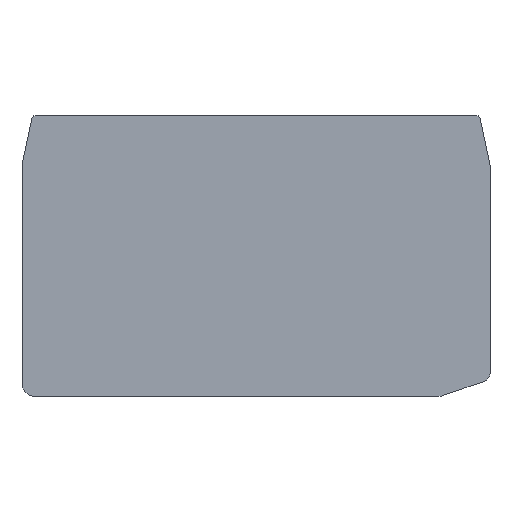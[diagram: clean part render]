
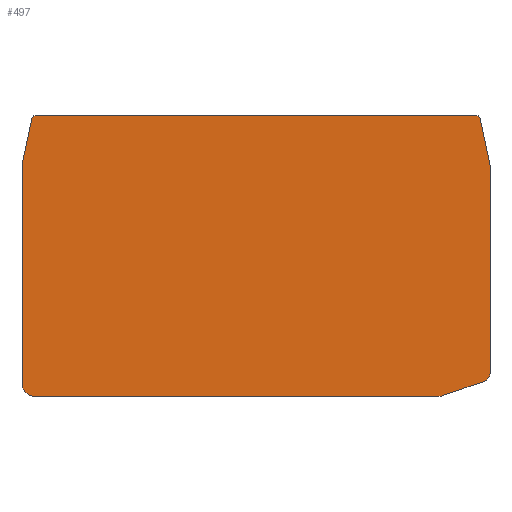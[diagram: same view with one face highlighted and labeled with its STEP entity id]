
A CAD part, front view. The second image highlights one B-rep face of the part: STEP entity #497.
In plain terms, the highlighted free-form (B-spline) face has degree [1, 1] with [2, 2] control points.
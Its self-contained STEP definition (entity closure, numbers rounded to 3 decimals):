
#51=CARTESIAN_POINT('',(135.739,-2.2,35.451));
#52=VERTEX_POINT('',#51);
#58=CARTESIAN_POINT('',(135.75,-2.2,35.347));
#59=VERTEX_POINT('',#58);
#60=CARTESIAN_POINT('',(135.739,-2.2,35.451));
#61=CARTESIAN_POINT('',(135.75,-2.2,35.4));
#62=CARTESIAN_POINT('',(135.75,-2.2,35.347));
#63=(BOUNDED_CURVE()B_SPLINE_CURVE(2,(#60,#61,#62),.CIRCULAR_ARC.,.F.,.U.)B_SPLINE_CURVE_WITH_KNOTS((3,3),(0.,1.),.UNSPECIFIED.)CURVE()GEOMETRIC_REPRESENTATION_ITEM()RATIONAL_B_SPLINE_CURVE((1.,0.995,1.))REPRESENTATION_ITEM(''));
#64=EDGE_CURVE('',#52,#59,#63,.T.);
#103=CARTESIAN_POINT('',(133.751,-2.2,42.9));
#104=VERTEX_POINT('',#103);
#110=CARTESIAN_POINT('',(134.24,-2.2,42.504));
#111=VERTEX_POINT('',#110);
#112=CARTESIAN_POINT('',(133.751,-2.2,42.9));
#113=CARTESIAN_POINT('',(134.156,-2.2,42.9));
#114=CARTESIAN_POINT('',(134.24,-2.2,42.504));
#115=(BOUNDED_CURVE()B_SPLINE_CURVE(2,(#112,#113,#114),.CIRCULAR_ARC.,.F.,.U.)B_SPLINE_CURVE_WITH_KNOTS((3,3),(0.,1.),.UNSPECIFIED.)CURVE()GEOMETRIC_REPRESENTATION_ITEM()RATIONAL_B_SPLINE_CURVE((1.,0.777,1.))REPRESENTATION_ITEM(''));
#116=EDGE_CURVE('',#104,#111,#115,.T.);
#139=CARTESIAN_POINT('',(66.249,-2.2,42.9));
#140=VERTEX_POINT('',#139);
#146=CARTESIAN_POINT('',(66.249,-2.2,42.9));
#147=CARTESIAN_POINT('',(133.751,-2.2,42.9));
#148=B_SPLINE_CURVE_WITH_KNOTS('',1,(#146,#147),.POLYLINE_FORM.,.F.,.U.,(2,2),(0.,1.),.UNSPECIFIED.);
#149=EDGE_CURVE('',#140,#104,#148,.T.);
#173=CARTESIAN_POINT('',(65.76,-2.2,42.504));
#174=VERTEX_POINT('',#173);
#175=CARTESIAN_POINT('',(65.76,-2.2,42.504));
#176=CARTESIAN_POINT('',(65.844,-2.2,42.9));
#177=CARTESIAN_POINT('',(66.249,-2.2,42.9));
#178=(BOUNDED_CURVE()B_SPLINE_CURVE(2,(#175,#176,#177),.CIRCULAR_ARC.,.F.,.U.)B_SPLINE_CURVE_WITH_KNOTS((3,3),(0.,1.),.UNSPECIFIED.)CURVE()GEOMETRIC_REPRESENTATION_ITEM()RATIONAL_B_SPLINE_CURVE((1.,0.777,1.))REPRESENTATION_ITEM(''));
#179=EDGE_CURVE('',#174,#140,#178,.T.);
#229=CARTESIAN_POINT('',(64.25,-2.2,35.347));
#230=VERTEX_POINT('',#229);
#236=CARTESIAN_POINT('',(64.261,-2.2,35.451));
#237=VERTEX_POINT('',#236);
#238=CARTESIAN_POINT('',(64.25,-2.2,35.347));
#239=CARTESIAN_POINT('',(64.25,-2.2,35.4));
#240=CARTESIAN_POINT('',(64.261,-2.2,35.451));
#241=(BOUNDED_CURVE()B_SPLINE_CURVE(2,(#238,#239,#240),.CIRCULAR_ARC.,.F.,.U.)B_SPLINE_CURVE_WITH_KNOTS((3,3),(0.,1.),.UNSPECIFIED.)CURVE()GEOMETRIC_REPRESENTATION_ITEM()RATIONAL_B_SPLINE_CURVE((1.,0.995,1.))REPRESENTATION_ITEM(''));
#242=EDGE_CURVE('',#230,#237,#241,.T.);
#301=CARTESIAN_POINT('',(66.25,-2.2,0.));
#302=VERTEX_POINT('',#301);
#317=CARTESIAN_POINT('',(127.859,-2.2,0.));
#318=VERTEX_POINT('',#317);
#324=CARTESIAN_POINT('',(127.859,-2.2,0.));
#325=CARTESIAN_POINT('',(66.25,-2.2,0.));
#326=B_SPLINE_CURVE_WITH_KNOTS('',1,(#324,#325),.POLYLINE_FORM.,.F.,.U.,(2,2),(0.,1.),.UNSPECIFIED.);
#327=EDGE_CURVE('',#318,#302,#326,.T.);
#337=CARTESIAN_POINT('',(135.75,-2.2,3.529));
#338=VERTEX_POINT('',#337);
#352=CARTESIAN_POINT('',(135.75,-2.2,35.347));
#353=CARTESIAN_POINT('',(135.75,-2.2,3.529));
#354=B_SPLINE_CURVE_WITH_KNOTS('',1,(#352,#353),.POLYLINE_FORM.,.F.,.U.,(2,2),(0.,0.972),.UNSPECIFIED.);
#355=EDGE_CURVE('',#59,#338,#354,.T.);
#366=CARTESIAN_POINT('',(134.24,-2.2,42.504));
#367=CARTESIAN_POINT('',(135.739,-2.2,35.451));
#368=B_SPLINE_CURVE_WITH_KNOTS('',1,(#366,#367),.POLYLINE_FORM.,.F.,.U.,(2,2),(0.,1.),.UNSPECIFIED.);
#369=EDGE_CURVE('',#111,#52,#368,.T.);
#391=CARTESIAN_POINT('',(64.25,-2.2,2.));
#392=VERTEX_POINT('',#391);
#409=CARTESIAN_POINT('',(66.25,-2.2,0.));
#410=CARTESIAN_POINT('',(64.25,-2.2,0.));
#411=CARTESIAN_POINT('',(64.25,-2.2,2.));
#412=(BOUNDED_CURVE()B_SPLINE_CURVE(2,(#409,#410,#411),.CIRCULAR_ARC.,.F.,.U.)B_SPLINE_CURVE_WITH_KNOTS((3,3),(0.,1.),.UNSPECIFIED.)CURVE()GEOMETRIC_REPRESENTATION_ITEM()RATIONAL_B_SPLINE_CURVE((1.,0.707,1.))REPRESENTATION_ITEM(''));
#413=EDGE_CURVE('',#302,#392,#412,.T.);
#430=CARTESIAN_POINT('',(64.261,-2.2,35.451));
#431=CARTESIAN_POINT('',(65.76,-2.2,42.504));
#432=B_SPLINE_CURVE_WITH_KNOTS('',1,(#430,#431),.POLYLINE_FORM.,.F.,.U.,(2,2),(0.,1.),.UNSPECIFIED.);
#433=EDGE_CURVE('',#237,#174,#432,.T.);
#444=CARTESIAN_POINT('',(64.25,-2.2,2.));
#445=CARTESIAN_POINT('',(64.25,-2.2,35.347));
#446=B_SPLINE_CURVE_WITH_KNOTS('',1,(#444,#445),.POLYLINE_FORM.,.F.,.U.,(2,2),(0.,1.),.UNSPECIFIED.);
#447=EDGE_CURVE('',#392,#230,#446,.T.);
#458=CARTESIAN_POINT('',(64.25,-2.2,55.107));
#459=CARTESIAN_POINT('',(135.75,-2.2,55.107));
#460=CARTESIAN_POINT('',(64.25,-2.2,0.));
#461=CARTESIAN_POINT('',(135.75,-2.2,0.));
#462=B_SPLINE_SURFACE_WITH_KNOTS('',1,1,((#458,#459),(#460,#461)),.PLANE_SURF.,.F.,.F.,.U.,(2,2),(2,2),(-12.207,42.9),(0.,71.5),.UNSPECIFIED.);
#463=ORIENTED_EDGE('',*,*,#64,.F.);
#464=ORIENTED_EDGE('',*,*,#369,.F.);
#465=ORIENTED_EDGE('',*,*,#116,.F.);
#466=ORIENTED_EDGE('',*,*,#149,.F.);
#467=ORIENTED_EDGE('',*,*,#179,.F.);
#468=ORIENTED_EDGE('',*,*,#433,.F.);
#469=ORIENTED_EDGE('',*,*,#242,.F.);
#470=ORIENTED_EDGE('',*,*,#447,.F.);
#471=ORIENTED_EDGE('',*,*,#413,.F.);
#472=ORIENTED_EDGE('',*,*,#327,.F.);
#473=CARTESIAN_POINT('',(128.51,-2.2,0.109));
#474=VERTEX_POINT('',#473);
#475=CARTESIAN_POINT('',(127.859,-2.2,0.));
#476=CARTESIAN_POINT('',(128.194,-2.2,0.));
#477=CARTESIAN_POINT('',(128.51,-2.2,0.109));
#478=(BOUNDED_CURVE()B_SPLINE_CURVE(2,(#475,#476,#477),.CIRCULAR_ARC.,.F.,.U.)B_SPLINE_CURVE_WITH_KNOTS((3,3),(0.,1.),.UNSPECIFIED.)CURVE()GEOMETRIC_REPRESENTATION_ITEM()RATIONAL_B_SPLINE_CURVE((1.,0.986,1.))REPRESENTATION_ITEM(''));
#479=EDGE_CURVE('',#318,#474,#478,.T.);
#480=ORIENTED_EDGE('',*,*,#479,.T.);
#481=CARTESIAN_POINT('',(134.873,-2.2,2.3));
#482=VERTEX_POINT('',#481);
#483=CARTESIAN_POINT('',(128.51,-2.2,0.109));
#484=CARTESIAN_POINT('',(134.873,-2.2,2.3));
#485=B_SPLINE_CURVE_WITH_KNOTS('',1,(#483,#484),.POLYLINE_FORM.,.F.,.U.,(2,2),(0.042,0.884),.UNSPECIFIED.);
#486=EDGE_CURVE('',#474,#482,#485,.T.);
#487=ORIENTED_EDGE('',*,*,#486,.T.);
#488=CARTESIAN_POINT('',(134.873,-2.2,2.3));
#489=CARTESIAN_POINT('',(135.75,-2.2,2.602));
#490=CARTESIAN_POINT('',(135.75,-2.2,3.529));
#491=(BOUNDED_CURVE()B_SPLINE_CURVE(2,(#488,#489,#490),.CIRCULAR_ARC.,.F.,.U.)B_SPLINE_CURVE_WITH_KNOTS((3,3),(0.,1.),.UNSPECIFIED.)CURVE()GEOMETRIC_REPRESENTATION_ITEM()RATIONAL_B_SPLINE_CURVE((1.,0.814,1.))REPRESENTATION_ITEM(''));
#492=EDGE_CURVE('',#482,#338,#491,.T.);
#493=ORIENTED_EDGE('',*,*,#492,.T.);
#494=ORIENTED_EDGE('',*,*,#355,.F.);
#495=EDGE_LOOP('',(#463,#464,#465,#466,#467,#468,#469,#470,#471,#472,#480,#487,#493,#494));
#496=FACE_OUTER_BOUND('',#495,.T.);
#497=ADVANCED_FACE('',(#496),#462,.T.);
